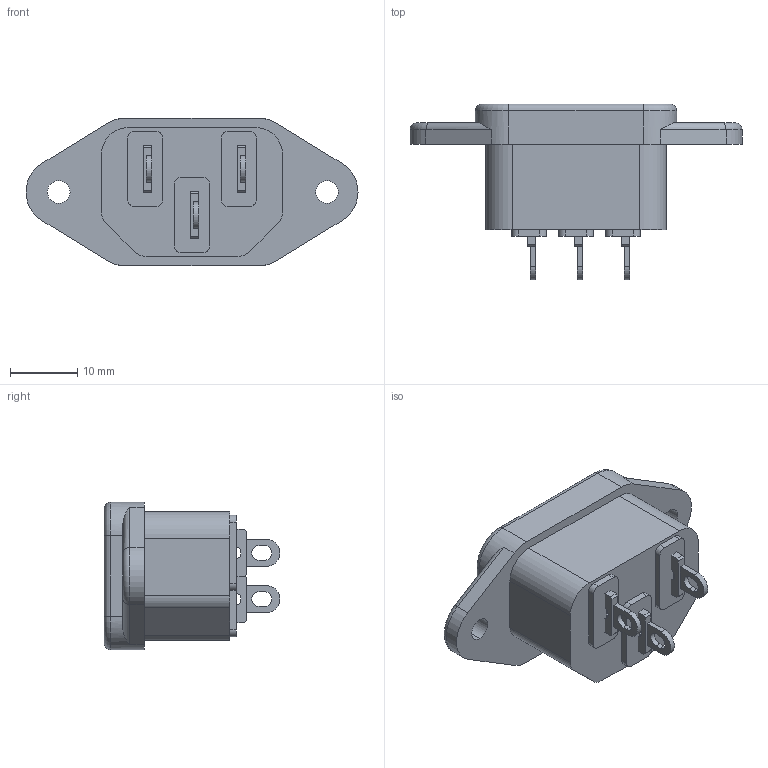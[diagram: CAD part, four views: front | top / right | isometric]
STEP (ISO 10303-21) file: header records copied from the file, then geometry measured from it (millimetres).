
FILE_DESCRIPTION (( 'STEP AP214' ), '1' );
FILE_NAME ('703W.STEP', '2013-09-30T05:51:07', ( 'USER' ), ( 'NONE' ), 'SwSTEP 2.0', 'SolidWorks 2010', '' );
FILE_SCHEMA (( 'AUTOMOTIVE_DESIGN' ));
Length unit declared in the file: millimetre
Products named in the file (1): 703W
Bounding box: 49.5 x 26.2 x 22 mm (x, y, z)
Volume: 4959 mm3; surface area: 5655.3 mm2
Topology: 4 solids, 4 shells, 218 faces, 576 edges, 368 vertices
Faces by surface type: plane 131, cylinder 69, torus 18
Entity records: 9221 total; most frequent: CARTESIAN_POINT 1191, DIRECTION 1172, ORIENTED_EDGE 1152, EDGE_CURVE 576, VECTOR 410, LINE 410, AXIS2_PLACEMENT_3D 381, VERTEX_POINT 368
